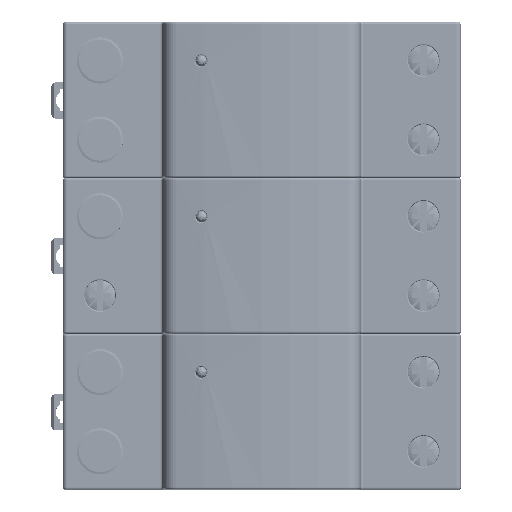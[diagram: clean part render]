
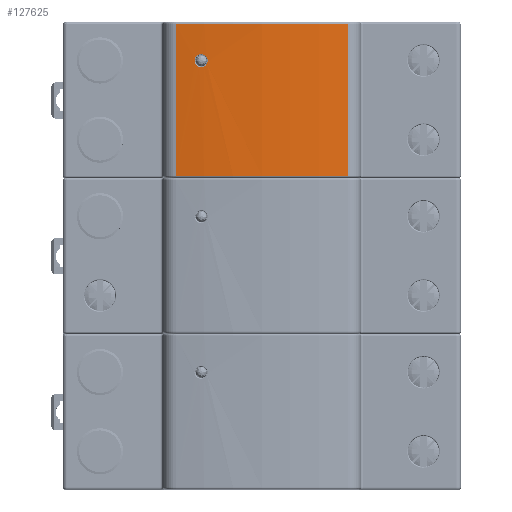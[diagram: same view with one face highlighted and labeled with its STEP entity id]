
A CAD part, top view. The second image highlights one B-rep face of the part: STEP entity #127625.
In plain terms, the highlighted cylindrical face has radius 128 mm (diameter 256 mm), a partial arc.
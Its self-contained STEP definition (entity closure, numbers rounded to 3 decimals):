
#16560=DIRECTION('',(0.,1.,0.));
#16561=VECTOR('',#16560,34.4);
#16562=CARTESIAN_POINT('',(19.534,-17.2,63.601));
#16563=LINE('',#16562,#16561);
#16579=CARTESIAN_POINT('',(0.,17.2,-62.9));
#16580=DIRECTION('',(0.,-1.,0.));
#16581=DIRECTION('',(0.,0.,1.));
#16582=AXIS2_PLACEMENT_3D('',#16579,#16580,#16581);
#16589=CARTESIAN_POINT('',(0.,17.2,-62.9));
#16590=DIRECTION('',(0.,-1.,0.));
#16591=DIRECTION('',(0.153,0.,0.988));
#16592=AXIS2_PLACEMENT_3D('',#16589,#16590,#16591);
#16599=CARTESIAN_POINT('',(0.,-17.2,-62.9));
#16600=DIRECTION('',(0.,1.,0.));
#16601=DIRECTION('',(-0.153,0.,0.988));
#16602=AXIS2_PLACEMENT_3D('',#16599,#16600,#16601);
#16604=CARTESIAN_POINT('',(0.,-17.2,-62.9));
#16605=DIRECTION('',(0.,1.,0.));
#16606=DIRECTION('',(0.,0.,1.));
#16607=AXIS2_PLACEMENT_3D('',#16604,#16605,#16606);
#16643=DIRECTION('',(0.,-1.,0.));
#16644=VECTOR('',#16643,34.4);
#16645=CARTESIAN_POINT('',(-19.534,17.2,63.601));
#16646=LINE('',#16645,#16644);
#16661=CARTESIAN_POINT('',(-12.269,8.9,
64.511));
#16663=CARTESIAN_POINT('',(-12.269,8.9,
64.511));
#16664=CARTESIAN_POINT('',(-12.267,8.76,
64.511));
#16665=CARTESIAN_POINT('',(-12.311,8.483,
64.507));
#16666=CARTESIAN_POINT('',(-12.534,8.039,
64.485));
#16667=CARTESIAN_POINT('',(-12.881,7.683,
64.45));
#16668=CARTESIAN_POINT('',(-13.315,7.45,
64.406));
#16669=CARTESIAN_POINT('',(-13.778,7.373,
64.357));
#16670=CARTESIAN_POINT('',(-14.262,7.462,
64.303));
#16671=CARTESIAN_POINT('',(-14.7,7.715,
64.253));
#16672=CARTESIAN_POINT('',(-15.016,8.058,
64.216));
#16673=CARTESIAN_POINT('',(-15.221,8.448,
64.192));
#16674=CARTESIAN_POINT('',(-15.27,8.744,
64.186));
#16675=CARTESIAN_POINT('',(-15.274,8.9,
64.185));
#16681=CARTESIAN_POINT('',(-15.274,8.9,
64.185));
#16683=CARTESIAN_POINT('',(-15.274,8.9,
64.185));
#16684=CARTESIAN_POINT('',(-15.276,9.04,
64.185));
#16685=CARTESIAN_POINT('',(-15.232,9.318,
64.19));
#16686=CARTESIAN_POINT('',(-15.008,9.764,
64.217));
#16687=CARTESIAN_POINT('',(-14.659,10.12,
64.258));
#16688=CARTESIAN_POINT('',(-14.223,10.351,
64.308));
#16689=CARTESIAN_POINT('',(-13.764,10.426,
64.358));
#16690=CARTESIAN_POINT('',(-13.283,10.339,
64.409));
#16691=CARTESIAN_POINT('',(-12.843,10.084,
64.454));
#16692=CARTESIAN_POINT('',(-12.525,9.739,
64.486));
#16693=CARTESIAN_POINT('',(-12.321,9.35,
64.506));
#16694=CARTESIAN_POINT('',(-12.273,9.056,
64.51));
#16695=CARTESIAN_POINT('',(-12.269,8.9,
64.511));
#88993=VERTEX_POINT('',#16661);
#88994=VERTEX_POINT('',#16681);
#88995=CARTESIAN_POINT('',(-19.534,-17.2,63.601));
#88996=CARTESIAN_POINT('',(0.,-17.2,65.1));
#88997=VERTEX_POINT('',#88995);
#88998=VERTEX_POINT('',#88996);
#88999=CARTESIAN_POINT('',(-19.534,17.2,63.601));
#89000=VERTEX_POINT('',#88999);
#89001=CARTESIAN_POINT('',(0.,17.2,65.1));
#89002=VERTEX_POINT('',#89001);
#89003=CARTESIAN_POINT('',(19.534,17.2,63.601));
#89004=VERTEX_POINT('',#89003);
#89005=CARTESIAN_POINT('',(19.534,-17.2,63.601));
#89006=VERTEX_POINT('',#89005);
#127603=CARTESIAN_POINT('',(0.,17.6,-62.9));
#127604=DIRECTION('',(0.,1.,0.));
#127605=DIRECTION('',(0.,0.,-1.));
#127606=AXIS2_PLACEMENT_3D('',#127603,#127604,#127605);
#127607=CYLINDRICAL_SURFACE('',#127606,128.);
#127609=ORIENTED_EDGE('',*,*,#127608,.F.);
#127611=ORIENTED_EDGE('',*,*,#127610,.F.);
#127612=ORIENTED_EDGE('',*,*,#127591,.F.);
#127613=ORIENTED_EDGE('',*,*,#127598,.F.);
#127614=ORIENTED_EDGE('',*,*,#127567,.F.);
#127616=ORIENTED_EDGE('',*,*,#127615,.F.);
#127617=EDGE_LOOP('',(#127609,#127611,#127612,#127613,#127614,#127616));
#127618=FACE_OUTER_BOUND('',#127617,.F.);
#127620=ORIENTED_EDGE('',*,*,#127619,.F.);
#127622=ORIENTED_EDGE('',*,*,#127621,.F.);
#127623=EDGE_LOOP('',(#127620,#127622));
#127624=FACE_BOUND('',#127623,.F.);
#127625=ADVANCED_FACE('',(#127618,#127624),#127607,.T.);
#16583=CIRCLE('',#16582,128.);
#16593=CIRCLE('',#16592,128.);
#16603=CIRCLE('',#16602,128.);
#16608=CIRCLE('',#16607,128.);
#16676=B_SPLINE_CURVE_WITH_KNOTS('',3,(#16663,#16664,#16665,#16666,#16667,
#16668,#16669,#16670,#16671,#16672,#16673,#16674,#16675),.UNSPECIFIED.,.F.,.F.,(
4,1,1,1,1,1,1,1,1,1,4),(0.,0.1,0.2,0.3,0.4,0.5,0.6,0.7,0.8,
0.9,1.),.UNSPECIFIED.);
#16696=B_SPLINE_CURVE_WITH_KNOTS('',3,(#16683,#16684,#16685,#16686,#16687,
#16688,#16689,#16690,#16691,#16692,#16693,#16694,#16695),.UNSPECIFIED.,.F.,.F.,(
4,1,1,1,1,1,1,1,1,1,4),(0.,0.1,0.2,0.3,0.4,0.5,0.6,0.7,0.8,
0.9,1.),.UNSPECIFIED.);
#127567=EDGE_CURVE('',#89006,#89004,#16563,.T.);
#127591=EDGE_CURVE('',#89002,#89000,#16583,.T.);
#127598=EDGE_CURVE('',#89004,#89002,#16593,.T.);
#127608=EDGE_CURVE('',#88997,#88998,#16603,.T.);
#127610=EDGE_CURVE('',#89000,#88997,#16646,.T.);
#127615=EDGE_CURVE('',#88998,#89006,#16608,.T.);
#127619=EDGE_CURVE('',#88993,#88994,#16676,.T.);
#127621=EDGE_CURVE('',#88994,#88993,#16696,.T.);
